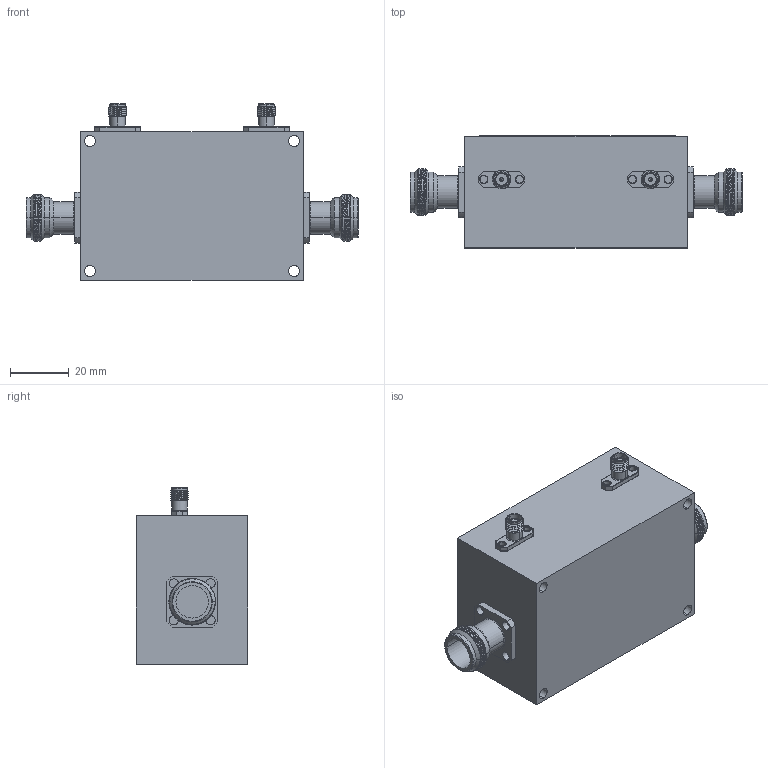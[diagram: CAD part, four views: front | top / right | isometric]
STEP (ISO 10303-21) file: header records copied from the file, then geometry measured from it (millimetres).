
FILE_DESCRIPTION (( 'STEP AP214' ), '1' );
FILE_NAME ('3D Model.STEP', '2024-02-13T22:47:58', ( '' ), ( '' ), 'SwSTEP 2.0', 'SolidWorks 2023', '' );
FILE_SCHEMA (( 'AUTOMOTIVE_DESIGN' ));
Length unit declared in the file: inch
Products named in the file (1): 3D Model
Bounding box: 113.5 x 38.23 x 60.33 mm (x, y, z)
Volume: 150520.4 mm3; surface area: 28974.1 mm2
Topology: 6 solids, 6 shells, 577 faces, 2871 edges, 2433 vertices
Faces by surface type: plane 215, cylinder 206, torus 92, sphere 32, cone 20, bspline 12
Entity records: 33090 total; most frequent: CARTESIAN_POINT 9385, ORIENTED_EDGE 5662, DIRECTION 4172, EDGE_CURVE 2831, VERTEX_POINT 2433, LINE 1988, VECTOR 1988, AXIS2_PLACEMENT_3D 1092
